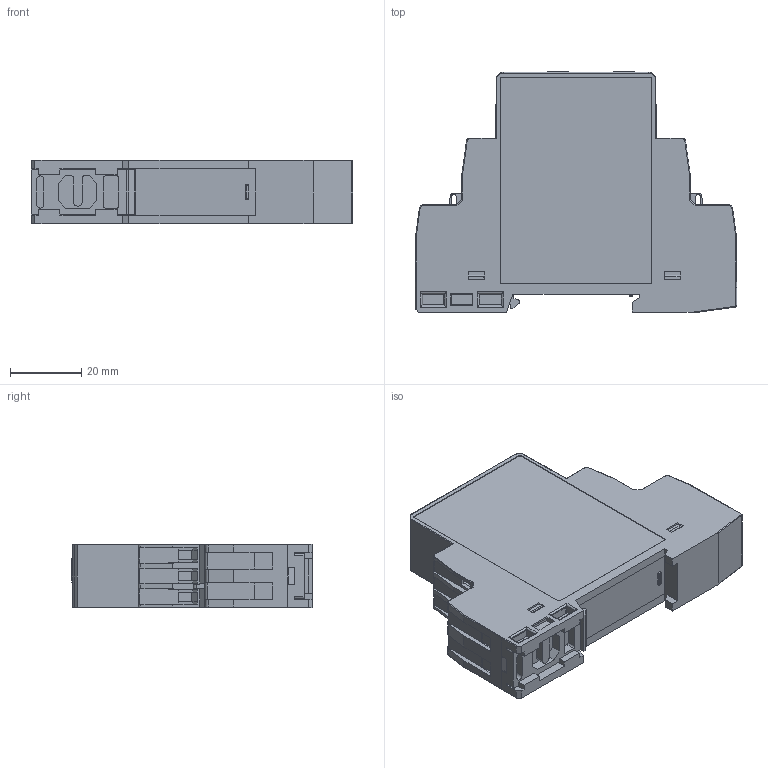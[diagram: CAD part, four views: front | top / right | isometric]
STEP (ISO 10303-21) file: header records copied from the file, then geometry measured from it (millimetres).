
FILE_DESCRIPTION(/* description */ (''),/* implementation_level */ '2;1');
FILE_NAME(/* name */ 'CLD2EB1BU24.stp',/* time_stamp */ '2020-01-10T13:05:02+01:00',/* author */ ('tvb'),/* organization */ (''),/* preprocessor_version */ 'ST-DEVELOPER v18',/* originating_system */ 'Autodesk Inventor 2020',/* authorisation */ '');
FILE_SCHEMA (('AUTOMOTIVE_DESIGN { 1 0 10303 214 3 1 1 }'));
Length unit declared in the file: millimetre
Products named in the file (1): CLD2EB1BU24_0
Bounding box: 90 x 67.4 x 17.9 mm (x, y, z)
Volume: 77070.7 mm3; surface area: 18944.4 mm2
Topology: 1 solids, 2 shells, 1100 faces, 3011 edges, 1929 vertices
Faces by surface type: plane 830, cylinder 202, torus 44, cone 14, sphere 8, bspline 2
Full cylindrical faces by diameter (mm): 3.85 x6, 4.9 x4
Entity records: 36259 total; most frequent: CARTESIAN_POINT 6963, ORIENTED_EDGE 6006, DIRECTION 5643, EDGE_CURVE 3003, LINE 2445, VECTOR 2445, VERTEX_POINT 1929, AXIS2_PLACEMENT_3D 1599
